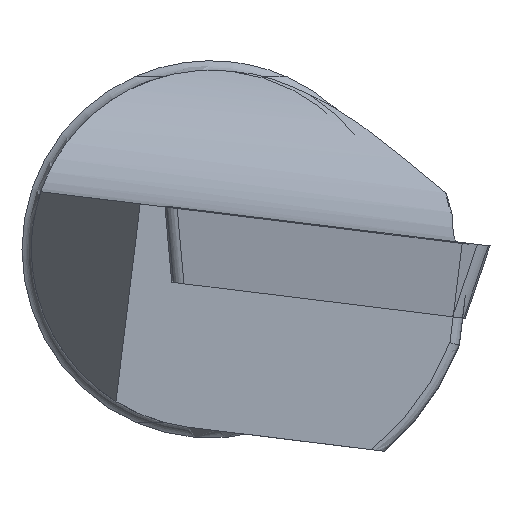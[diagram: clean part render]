
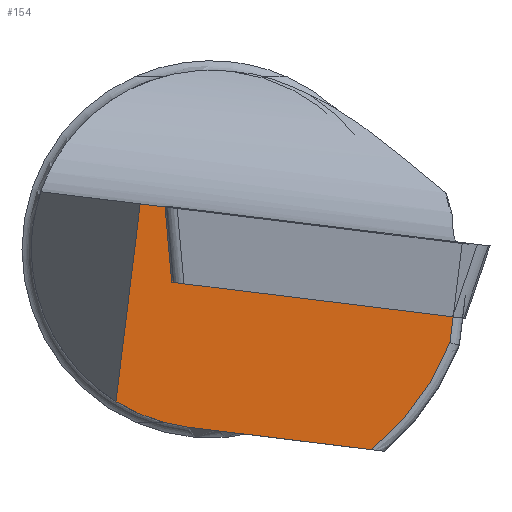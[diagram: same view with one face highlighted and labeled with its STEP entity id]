
A CAD part, left-side view. The second image highlights one B-rep face of the part: STEP entity #154.
In plain terms, the highlighted planar face has unit normal (-1, 0.017, 0.002).
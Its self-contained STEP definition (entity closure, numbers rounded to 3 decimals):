
#93=ELLIPSE('',#654,5.701,5.7);
#94=ELLIPSE('',#662,8.176,8.175);
#154=ADVANCED_FACE('',(#199),#172,.T.);
#172=PLANE('',#663);
#199=FACE_OUTER_BOUND('',#242,.T.);
#242=EDGE_LOOP('',(#368,#369,#370,#371,#372,#373));
#368=ORIENTED_EDGE('',*,*,#536,.F.);
#369=ORIENTED_EDGE('',*,*,#537,.T.);
#370=ORIENTED_EDGE('',*,*,#538,.T.);
#371=ORIENTED_EDGE('',*,*,#539,.F.);
#372=ORIENTED_EDGE('',*,*,#503,.T.);
#373=ORIENTED_EDGE('',*,*,#529,.T.);
#440=VERTEX_POINT('',#933);
#441=VERTEX_POINT('',#935);
#459=VERTEX_POINT('',#1042);
#462=VERTEX_POINT('',#1057);
#463=VERTEX_POINT('',#1059);
#464=VERTEX_POINT('',#1061);
#503=EDGE_CURVE('',#441,#440,#561,.T.);
#529=EDGE_CURVE('',#440,#459,#93,.T.);
#536=EDGE_CURVE('',#462,#459,#570,.T.);
#537=EDGE_CURVE('',#462,#463,#94,.T.);
#538=EDGE_CURVE('',#463,#464,#571,.T.);
#539=EDGE_CURVE('',#441,#464,#572,.T.);
#561=LINE('',#934,#591);
#570=LINE('',#1056,#600);
#571=LINE('',#1060,#601);
#572=LINE('',#1062,#602);
#591=VECTOR('',#757,1.);
#600=VECTOR('',#812,1.);
#601=VECTOR('',#815,1.);
#602=VECTOR('',#816,1.);
#654=AXIS2_PLACEMENT_3D('',#1043,#793,#794);
#662=AXIS2_PLACEMENT_3D('',#1058,#813,#814);
#663=AXIS2_PLACEMENT_3D('',#1063,#817,#818);
#757=DIRECTION('',(0.,0.122,-0.993));
#793=DIRECTION('',(-1.,0.017,0.002));
#794=DIRECTION('',(-0.017,-0.992,-0.122));
#812=DIRECTION('',(0.017,0.992,0.122));
#813=DIRECTION('',(-1.,0.017,0.002));
#814=DIRECTION('',(-0.017,-0.992,-0.122));
#815=DIRECTION('',(0.,-0.122,0.993));
#816=DIRECTION('',(-0.017,-0.992,-0.122));
#817=DIRECTION('',(-1.,0.017,0.002));
#818=DIRECTION('',(-0.017,-0.992,-0.122));
#933=CARTESIAN_POINT('',(0.728,12.178,-4.913));
#934=CARTESIAN_POINT('',(0.728,9.11,20.07));
#935=CARTESIAN_POINT('',(0.728,11.406,1.37));
#1042=CARTESIAN_POINT('',(0.686,9.86,-5.731));
#1043=CARTESIAN_POINT('',(0.686,9.166,-0.074));
#1056=CARTESIAN_POINT('',(0.542,1.672,-6.736));
#1057=CARTESIAN_POINT('',(0.584,4.049,-6.445));
#1058=CARTESIAN_POINT('',(0.686,9.171,-0.073));
#1059=CARTESIAN_POINT('',(0.548,1.554,-3.041));
#1060=CARTESIAN_POINT('',(0.548,1.166,0.113));
#1061=CARTESIAN_POINT('',(0.548,1.166,0.113));
#1062=CARTESIAN_POINT('',(0.542,0.836,0.072));
#1063=CARTESIAN_POINT('',(0.542,-1.46,18.772));
